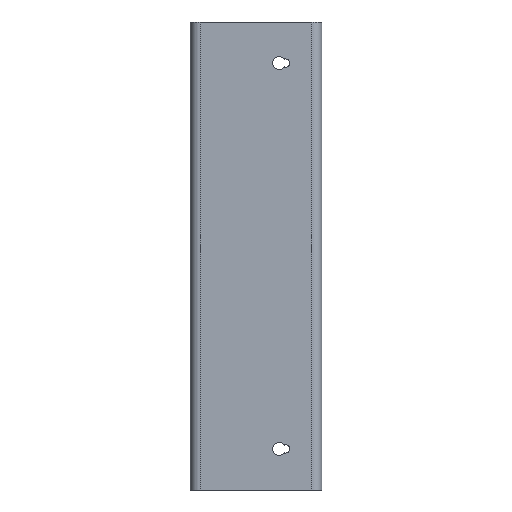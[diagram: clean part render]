
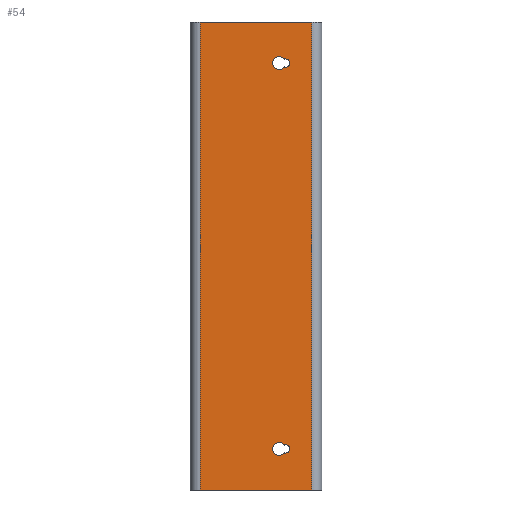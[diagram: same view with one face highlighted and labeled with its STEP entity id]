
A CAD part, left-side view. The second image highlights one B-rep face of the part: STEP entity #54.
In plain terms, the highlighted planar face has unit normal (-1, 0, 0).
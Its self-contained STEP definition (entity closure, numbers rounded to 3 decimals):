
#54=ADVANCED_FACE('',(#158,#160,#162),#164,.T.);
#158=FACE_BOUND('',#159,.T.);
#159=EDGE_LOOP('',(#853,#854,#855,#856));
#160=FACE_BOUND('',#161,.T.);
#161=EDGE_LOOP('',(#857,#858));
#162=FACE_BOUND('',#163,.T.);
#163=EDGE_LOOP('',(#859,#860));
#164=PLANE('',#165);
#165=AXIS2_PLACEMENT_3D('',#166,#167,#168);
#166=CARTESIAN_POINT('',(0.,34.,-142.5));
#167=DIRECTION('',(-1.,0.,0.));
#168=DIRECTION('',(0.,-1.,0.));
#853=ORIENTED_EDGE('',*,*,#1405,.T.);
#854=ORIENTED_EDGE('',*,*,#1406,.T.);
#855=ORIENTED_EDGE('',*,*,#1407,.F.);
#856=ORIENTED_EDGE('',*,*,#1408,.F.);
#857=ORIENTED_EDGE('',*,*,#1409,.T.);
#858=ORIENTED_EDGE('',*,*,#1410,.T.);
#859=ORIENTED_EDGE('',*,*,#1411,.T.);
#860=ORIENTED_EDGE('',*,*,#1412,.T.);
#1405=EDGE_CURVE('',#1689,#1690,#1691,.T.);
#1406=EDGE_CURVE('',#1690,#1692,#1693,.T.);
#1407=EDGE_CURVE('',#1694,#1692,#1695,.T.);
#1408=EDGE_CURVE('',#1689,#1694,#1696,.T.);
#1409=EDGE_CURVE('',#1697,#1698,#1699,.T.);
#1410=EDGE_CURVE('',#1698,#1697,#1700,.T.);
#1411=EDGE_CURVE('',#1701,#1702,#1703,.T.);
#1412=EDGE_CURVE('',#1702,#1701,#1704,.T.);
#1689=VERTEX_POINT('',#2169);
#1690=VERTEX_POINT('',#2170);
#1691=LINE('',#2171,#2172);
#1692=VERTEX_POINT('',#2174);
#1693=LINE('',#2175,#2176);
#1694=VERTEX_POINT('',#2178);
#1695=LINE('',#2179,#2180);
#1696=LINE('',#2182,#2183);
#1697=VERTEX_POINT('',#2185);
#1698=VERTEX_POINT('',#2186);
#1699=CIRCLE('',#2187,4.);
#1700=CIRCLE('',#2191,2.5);
#1701=VERTEX_POINT('',#2195);
#1702=VERTEX_POINT('',#2196);
#1703=CIRCLE('',#2197,2.5);
#1704=CIRCLE('',#2201,4.);
#2169=CARTESIAN_POINT('',(0.,34.,-142.5));
#2170=CARTESIAN_POINT('',(0.,-34.,-142.5));
#2171=CARTESIAN_POINT('',(0.,34.,-142.5));
#2172=VECTOR('',#2173,1.);
#2173=DIRECTION('',(0.,-1.,0.));
#2174=CARTESIAN_POINT('',(0.,-34.,142.5));
#2175=CARTESIAN_POINT('',(0.,-34.,-142.5));
#2176=VECTOR('',#2177,1.);
#2177=DIRECTION('',(0.,0.,1.));
#2178=CARTESIAN_POINT('',(0.,34.,142.5));
#2179=CARTESIAN_POINT('',(0.,34.,142.5));
#2180=VECTOR('',#2181,1.);
#2181=DIRECTION('',(0.,-1.,0.));
#2182=CARTESIAN_POINT('',(0.,34.,-142.5));
#2183=VECTOR('',#2184,1.);
#2184=DIRECTION('',(0.,0.,1.));
#2185=CARTESIAN_POINT('',(0.,-17.219,-119.875));
#2186=CARTESIAN_POINT('',(0.,-17.219,-115.125));
#2187=AXIS2_PLACEMENT_3D('',#2188,#2189,#2190);
#2188=CARTESIAN_POINT('',(0.,-14.,-117.5));
#2189=DIRECTION('',(1.,0.,0.));
#2190=DIRECTION('',(0.,-0.805,-0.594));
#2191=AXIS2_PLACEMENT_3D('',#2192,#2193,#2194);
#2192=CARTESIAN_POINT('',(0.,-18.,-117.5));
#2193=DIRECTION('',(1.,0.,0.));
#2194=DIRECTION('',(0.,0.313,0.95));
#2195=CARTESIAN_POINT('',(0.,-17.219,119.875));
#2196=CARTESIAN_POINT('',(0.,-17.219,115.125));
#2197=AXIS2_PLACEMENT_3D('',#2198,#2199,#2200);
#2198=CARTESIAN_POINT('',(0.,-18.,117.5));
#2199=DIRECTION('',(1.,0.,0.));
#2200=DIRECTION('',(0.,0.313,0.95));
#2201=AXIS2_PLACEMENT_3D('',#2202,#2203,#2204);
#2202=CARTESIAN_POINT('',(0.,-14.,117.5));
#2203=DIRECTION('',(1.,0.,0.));
#2204=DIRECTION('',(0.,-0.805,-0.594));
